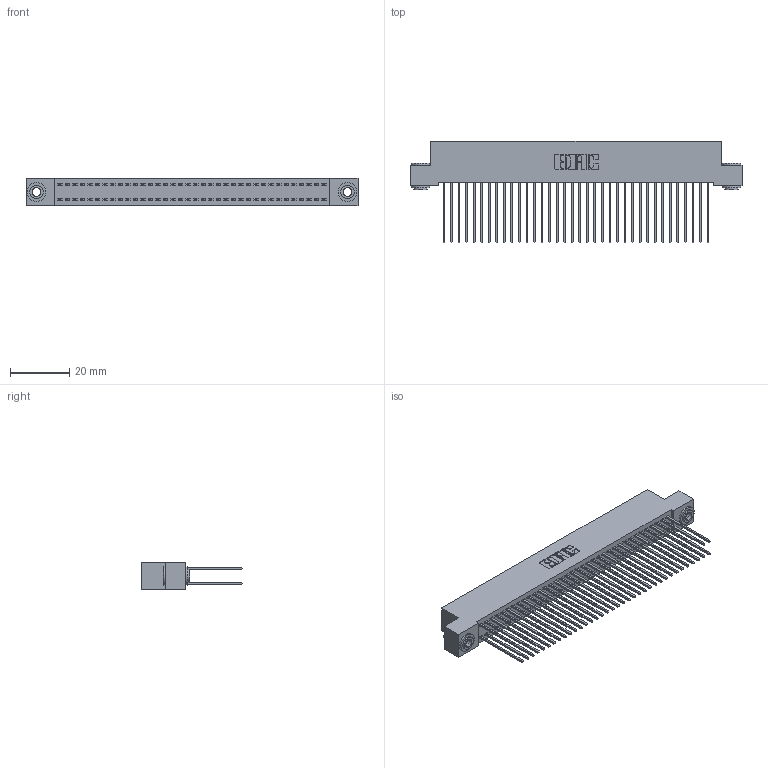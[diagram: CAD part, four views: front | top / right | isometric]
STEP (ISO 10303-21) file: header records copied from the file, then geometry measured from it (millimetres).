
FILE_DESCRIPTION (( 'STEP AP203' ), '1' );
FILE_NAME ('392-072-541-203.STEP', '2018-08-18T00:07:05', ( '' ), ( '' ), 'SwSTEP 2.0', 'SolidWorks 2016', '' );
FILE_SCHEMA (( 'CONFIG_CONTROL_DESIGN' ));
Length unit declared in the file: inch
Products named in the file (4): 342 Part_.156 TH; 345-292-001_345-293-141; 342-250-002_345-250-002-102; 392-072-541-203
Assembly tree (75 placements, depth 2):
  392-072-541-203
    342 Part_.156 TH
    345-292-001_345-293-141  x72
    342-250-002_345-250-002-102  x2
Bounding box: 111.76 x 34.3 x 9.4 mm (x, y, z)
Volume: 10449.1 mm3; surface area: 18942.7 mm2
Topology: 75 solids, 75 shells, 3892 faces, 11535 edges, 7590 vertices
Faces by surface type: plane 2668, cylinder 1216, cone 8
Entity records: 24472 total; most frequent: CARTESIAN_POINT 4037, ORIENTED_EDGE 3966, DIRECTION 3493, EDGE_CURVE 1983, VECTOR 1831, LINE 1831, VERTEX_POINT 1318, AXIS2_PLACEMENT_3D 831
